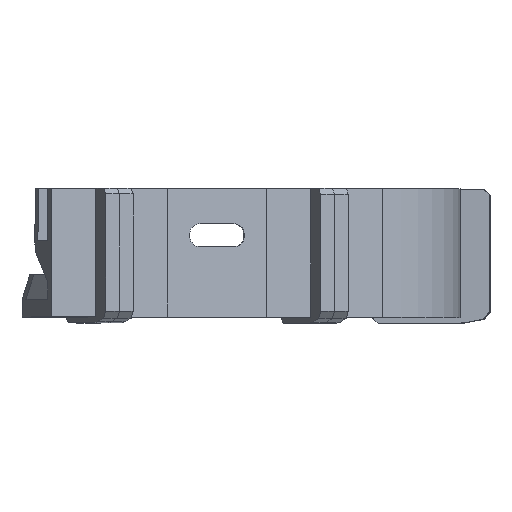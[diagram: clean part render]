
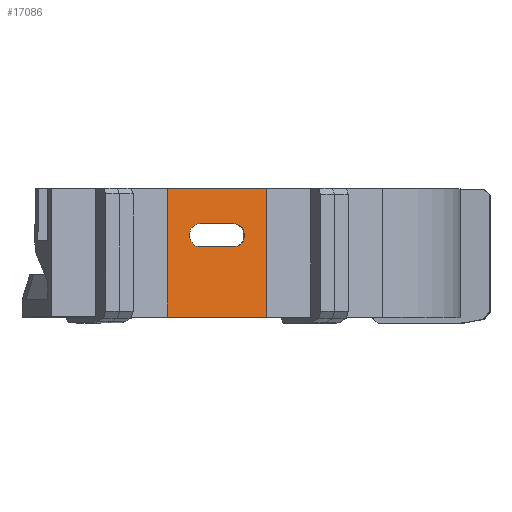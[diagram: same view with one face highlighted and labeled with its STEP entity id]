
A CAD part, left-side view. The second image highlights one B-rep face of the part: STEP entity #17086.
In plain terms, the highlighted face is planar.
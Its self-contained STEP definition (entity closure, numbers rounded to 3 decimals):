
#16810 = VERTEX_POINT('',#16811);
#16811 = CARTESIAN_POINT('',(3.,0.,16.));
#16818 = CYLINDRICAL_SURFACE('',#16819,2.);
#16819 = AXIS2_PLACEMENT_3D('',#16820,#16821,#16822);
#16820 = CARTESIAN_POINT('',(3.,24.,14.));
#16821 = DIRECTION('',(-0.,1.,0.));
#16822 = DIRECTION('',(0.,0.,-1.));
#16830 = PLANE('',#16831);
#16831 = AXIS2_PLACEMENT_3D('',#16832,#16833,#16834);
#16832 = CARTESIAN_POINT('',(3.,24.,16.));
#16833 = DIRECTION('',(0.,0.,-1.));
#16834 = DIRECTION('',(-1.,0.,-0.));
#16872 = VERTEX_POINT('',#16873);
#16873 = CARTESIAN_POINT('',(3.,0.,12.));
#16887 = PLANE('',#16888);
#16888 = AXIS2_PLACEMENT_3D('',#16889,#16890,#16891);
#16889 = CARTESIAN_POINT('',(-3.,24.,12.));
#16890 = DIRECTION('',(0.,0.,1.));
#16891 = DIRECTION('',(1.,0.,0.));
#16899 = EDGE_CURVE('',#16810,#16872,#16900,.T.);
#16900 = SURFACE_CURVE('',#16901,(#16906,#16913),.PCURVE_S1.);
#16901 = CIRCLE('',#16902,2.);
#16902 = AXIS2_PLACEMENT_3D('',#16903,#16904,#16905);
#16903 = CARTESIAN_POINT('',(3.,0.,14.));
#16904 = DIRECTION('',(0.,1.,0.));
#16905 = DIRECTION('',(0.,0.,-1.));
#16906 = PCURVE('',#16818,#16907);
#16907 = DEFINITIONAL_REPRESENTATION('',(#16908),#16912);
#16908 = LINE('',#16909,#16910);
#16909 = CARTESIAN_POINT('',(-6.283,-24.));
#16910 = VECTOR('',#16911,1.);
#16911 = DIRECTION('',(1.,-0.));
#16912 = ( GEOMETRIC_REPRESENTATION_CONTEXT(2) 
PARAMETRIC_REPRESENTATION_CONTEXT() REPRESENTATION_CONTEXT('2D SPACE',''
  ) );
#16913 = PCURVE('',#16914,#16919);
#16914 = PLANE('',#16915);
#16915 = AXIS2_PLACEMENT_3D('',#16916,#16917,#16918);
#16916 = CARTESIAN_POINT('',(0.,0.,0.));
#16917 = DIRECTION('',(0.,1.,-0.));
#16918 = DIRECTION('',(0.,0.,1.));
#16919 = DEFINITIONAL_REPRESENTATION('',(#16920),#16924);
#16920 = CIRCLE('',#16921,2.);
#16921 = AXIS2_PLACEMENT_2D('',#16922,#16923);
#16922 = CARTESIAN_POINT('',(14.,3.));
#16923 = DIRECTION('',(-1.,0.));
#16924 = ( GEOMETRIC_REPRESENTATION_CONTEXT(2) 
PARAMETRIC_REPRESENTATION_CONTEXT() REPRESENTATION_CONTEXT('2D SPACE',''
  ) );
#16932 = VERTEX_POINT('',#16933);
#16933 = CARTESIAN_POINT('',(-3.,0.,16.));
#16947 = CYLINDRICAL_SURFACE('',#16948,2.);
#16948 = AXIS2_PLACEMENT_3D('',#16949,#16950,#16951);
#16949 = CARTESIAN_POINT('',(-3.,24.,14.));
#16950 = DIRECTION('',(-0.,1.,0.));
#16951 = DIRECTION('',(0.,0.,1.));
#16986 = EDGE_CURVE('',#16810,#16932,#16987,.T.);
#16987 = SURFACE_CURVE('',#16988,(#16992,#16998),.PCURVE_S1.);
#16988 = LINE('',#16989,#16990);
#16989 = CARTESIAN_POINT('',(1.5,0.,16.));
#16990 = VECTOR('',#16991,1.);
#16991 = DIRECTION('',(-1.,0.,0.));
#16992 = PCURVE('',#16830,#16993);
#16993 = DEFINITIONAL_REPRESENTATION('',(#16994),#16997);
#16994 = B_SPLINE_CURVE_WITH_KNOTS('',1,(#16995,#16996),.UNSPECIFIED.,
  .F.,.F.,(2,2),(-1.5,4.5),.PIECEWISE_BEZIER_KNOTS.);
#16995 = CARTESIAN_POINT('',(0.,-24.));
#16996 = CARTESIAN_POINT('',(6.,-24.));
#16997 = ( GEOMETRIC_REPRESENTATION_CONTEXT(2) 
PARAMETRIC_REPRESENTATION_CONTEXT() REPRESENTATION_CONTEXT('2D SPACE',''
  ) );
#16998 = PCURVE('',#16914,#16999);
#16999 = DEFINITIONAL_REPRESENTATION('',(#17000),#17003);
#17000 = B_SPLINE_CURVE_WITH_KNOTS('',1,(#17001,#17002),.UNSPECIFIED.,
  .F.,.F.,(2,2),(-1.5,4.5),.PIECEWISE_BEZIER_KNOTS.);
#17001 = CARTESIAN_POINT('',(16.,3.));
#17002 = CARTESIAN_POINT('',(16.,-3.));
#17003 = ( GEOMETRIC_REPRESENTATION_CONTEXT(2) 
PARAMETRIC_REPRESENTATION_CONTEXT() REPRESENTATION_CONTEXT('2D SPACE',''
  ) );
#17086 = ADVANCED_FACE('',(#17087,#17201),#16914,.F.);
#17087 = FACE_BOUND('',#17088,.F.);
#17088 = EDGE_LOOP('',(#17089,#17119,#17147,#17175));
#17089 = ORIENTED_EDGE('',*,*,#17090,.F.);
#17090 = EDGE_CURVE('',#17091,#17093,#17095,.T.);
#17091 = VERTEX_POINT('',#17092);
#17092 = CARTESIAN_POINT('',(-9.,0.,0.));
#17093 = VERTEX_POINT('',#17094);
#17094 = CARTESIAN_POINT('',(9.,0.,0.));
#17095 = SURFACE_CURVE('',#17096,(#17100,#17107),.PCURVE_S1.);
#17096 = LINE('',#17097,#17098);
#17097 = CARTESIAN_POINT('',(-9.,0.,0.));
#17098 = VECTOR('',#17099,1.);
#17099 = DIRECTION('',(1.,0.,0.));
#17100 = PCURVE('',#16914,#17101);
#17101 = DEFINITIONAL_REPRESENTATION('',(#17102),#17106);
#17102 = LINE('',#17103,#17104);
#17103 = CARTESIAN_POINT('',(0.,-9.));
#17104 = VECTOR('',#17105,1.);
#17105 = DIRECTION('',(0.,1.));
#17106 = ( GEOMETRIC_REPRESENTATION_CONTEXT(2) 
PARAMETRIC_REPRESENTATION_CONTEXT() REPRESENTATION_CONTEXT('2D SPACE',''
  ) );
#17107 = PCURVE('',#17108,#17113);
#17108 = PLANE('',#17109);
#17109 = AXIS2_PLACEMENT_3D('',#17110,#17111,#17112);
#17110 = CARTESIAN_POINT('',(0.,15.,0.));
#17111 = DIRECTION('',(0.,0.,1.));
#17112 = DIRECTION('',(0.,-1.,0.));
#17113 = DEFINITIONAL_REPRESENTATION('',(#17114),#17118);
#17114 = LINE('',#17115,#17116);
#17115 = CARTESIAN_POINT('',(15.,-9.));
#17116 = VECTOR('',#17117,1.);
#17117 = DIRECTION('',(0.,1.));
#17118 = ( GEOMETRIC_REPRESENTATION_CONTEXT(2) 
PARAMETRIC_REPRESENTATION_CONTEXT() REPRESENTATION_CONTEXT('2D SPACE',''
  ) );
#17119 = ORIENTED_EDGE('',*,*,#17120,.T.);
#17120 = EDGE_CURVE('',#17091,#17121,#17123,.T.);
#17121 = VERTEX_POINT('',#17122);
#17122 = CARTESIAN_POINT('',(-9.,0.,22.));
#17123 = SURFACE_CURVE('',#17124,(#17128,#17135),.PCURVE_S1.);
#17124 = LINE('',#17125,#17126);
#17125 = CARTESIAN_POINT('',(-9.,0.,0.));
#17126 = VECTOR('',#17127,1.);
#17127 = DIRECTION('',(0.,0.,1.));
#17128 = PCURVE('',#16914,#17129);
#17129 = DEFINITIONAL_REPRESENTATION('',(#17130),#17134);
#17130 = LINE('',#17131,#17132);
#17131 = CARTESIAN_POINT('',(0.,-9.));
#17132 = VECTOR('',#17133,1.);
#17133 = DIRECTION('',(1.,0.));
#17134 = ( GEOMETRIC_REPRESENTATION_CONTEXT(2) 
PARAMETRIC_REPRESENTATION_CONTEXT() REPRESENTATION_CONTEXT('2D SPACE',''
  ) );
#17135 = PCURVE('',#17136,#17141);
#17136 = PLANE('',#17137);
#17137 = AXIS2_PLACEMENT_3D('',#17138,#17139,#17140);
#17138 = CARTESIAN_POINT('',(-9.,4.162,7.662));
#17139 = DIRECTION('',(-1.,0.,0.));
#17140 = DIRECTION('',(0.,0.,1.));
#17141 = DEFINITIONAL_REPRESENTATION('',(#17142),#17146);
#17142 = LINE('',#17143,#17144);
#17143 = CARTESIAN_POINT('',(-7.662,-4.162));
#17144 = VECTOR('',#17145,1.);
#17145 = DIRECTION('',(1.,0.));
#17146 = ( GEOMETRIC_REPRESENTATION_CONTEXT(2) 
PARAMETRIC_REPRESENTATION_CONTEXT() REPRESENTATION_CONTEXT('2D SPACE',''
  ) );
#17147 = ORIENTED_EDGE('',*,*,#17148,.F.);
#17148 = EDGE_CURVE('',#17149,#17121,#17151,.T.);
#17149 = VERTEX_POINT('',#17150);
#17150 = CARTESIAN_POINT('',(9.,0.,22.));
#17151 = SURFACE_CURVE('',#17152,(#17156,#17163),.PCURVE_S1.);
#17152 = LINE('',#17153,#17154);
#17153 = CARTESIAN_POINT('',(9.,0.,22.));
#17154 = VECTOR('',#17155,1.);
#17155 = DIRECTION('',(-1.,0.,0.));
#17156 = PCURVE('',#16914,#17157);
#17157 = DEFINITIONAL_REPRESENTATION('',(#17158),#17162);
#17158 = LINE('',#17159,#17160);
#17159 = CARTESIAN_POINT('',(22.,9.));
#17160 = VECTOR('',#17161,1.);
#17161 = DIRECTION('',(0.,-1.));
#17162 = ( GEOMETRIC_REPRESENTATION_CONTEXT(2) 
PARAMETRIC_REPRESENTATION_CONTEXT() REPRESENTATION_CONTEXT('2D SPACE',''
  ) );
#17163 = PCURVE('',#17164,#17169);
#17164 = PLANE('',#17165);
#17165 = AXIS2_PLACEMENT_3D('',#17166,#17167,#17168);
#17166 = CARTESIAN_POINT('',(0.,0.,22.));
#17167 = DIRECTION('',(0.,0.,-1.));
#17168 = DIRECTION('',(0.,1.,0.));
#17169 = DEFINITIONAL_REPRESENTATION('',(#17170),#17174);
#17170 = LINE('',#17171,#17172);
#17171 = CARTESIAN_POINT('',(0.,9.));
#17172 = VECTOR('',#17173,1.);
#17173 = DIRECTION('',(0.,-1.));
#17174 = ( GEOMETRIC_REPRESENTATION_CONTEXT(2) 
PARAMETRIC_REPRESENTATION_CONTEXT() REPRESENTATION_CONTEXT('2D SPACE',''
  ) );
#17175 = ORIENTED_EDGE('',*,*,#17176,.F.);
#17176 = EDGE_CURVE('',#17093,#17149,#17177,.T.);
#17177 = SURFACE_CURVE('',#17178,(#17182,#17189),.PCURVE_S1.);
#17178 = LINE('',#17179,#17180);
#17179 = CARTESIAN_POINT('',(9.,0.,0.));
#17180 = VECTOR('',#17181,1.);
#17181 = DIRECTION('',(0.,0.,1.));
#17182 = PCURVE('',#16914,#17183);
#17183 = DEFINITIONAL_REPRESENTATION('',(#17184),#17188);
#17184 = LINE('',#17185,#17186);
#17185 = CARTESIAN_POINT('',(0.,9.));
#17186 = VECTOR('',#17187,1.);
#17187 = DIRECTION('',(1.,0.));
#17188 = ( GEOMETRIC_REPRESENTATION_CONTEXT(2) 
PARAMETRIC_REPRESENTATION_CONTEXT() REPRESENTATION_CONTEXT('2D SPACE',''
  ) );
#17189 = PCURVE('',#17190,#17195);
#17190 = PLANE('',#17191);
#17191 = AXIS2_PLACEMENT_3D('',#17192,#17193,#17194);
#17192 = CARTESIAN_POINT('',(9.,4.162,7.662));
#17193 = DIRECTION('',(-1.,0.,0.));
#17194 = DIRECTION('',(0.,0.,1.));
#17195 = DEFINITIONAL_REPRESENTATION('',(#17196),#17200);
#17196 = LINE('',#17197,#17198);
#17197 = CARTESIAN_POINT('',(-7.662,-4.162));
#17198 = VECTOR('',#17199,1.);
#17199 = DIRECTION('',(1.,0.));
#17200 = ( GEOMETRIC_REPRESENTATION_CONTEXT(2) 
PARAMETRIC_REPRESENTATION_CONTEXT() REPRESENTATION_CONTEXT('2D SPACE',''
  ) );
#17201 = FACE_BOUND('',#17202,.F.);
#17202 = EDGE_LOOP('',(#17203,#17204,#17205,#17229));
#17203 = ORIENTED_EDGE('',*,*,#16899,.F.);
#17204 = ORIENTED_EDGE('',*,*,#16986,.T.);
#17205 = ORIENTED_EDGE('',*,*,#17206,.F.);
#17206 = EDGE_CURVE('',#17207,#16932,#17209,.T.);
#17207 = VERTEX_POINT('',#17208);
#17208 = CARTESIAN_POINT('',(-3.,0.,12.));
#17209 = SURFACE_CURVE('',#17210,(#17215,#17222),.PCURVE_S1.);
#17210 = CIRCLE('',#17211,2.);
#17211 = AXIS2_PLACEMENT_3D('',#17212,#17213,#17214);
#17212 = CARTESIAN_POINT('',(-3.,0.,14.));
#17213 = DIRECTION('',(-0.,1.,0.));
#17214 = DIRECTION('',(0.,0.,1.));
#17215 = PCURVE('',#16914,#17216);
#17216 = DEFINITIONAL_REPRESENTATION('',(#17217),#17221);
#17217 = CIRCLE('',#17218,2.);
#17218 = AXIS2_PLACEMENT_2D('',#17219,#17220);
#17219 = CARTESIAN_POINT('',(14.,-3.));
#17220 = DIRECTION('',(1.,0.));
#17221 = ( GEOMETRIC_REPRESENTATION_CONTEXT(2) 
PARAMETRIC_REPRESENTATION_CONTEXT() REPRESENTATION_CONTEXT('2D SPACE',''
  ) );
#17222 = PCURVE('',#16947,#17223);
#17223 = DEFINITIONAL_REPRESENTATION('',(#17224),#17228);
#17224 = LINE('',#17225,#17226);
#17225 = CARTESIAN_POINT('',(-6.283,-24.));
#17226 = VECTOR('',#17227,1.);
#17227 = DIRECTION('',(1.,-0.));
#17228 = ( GEOMETRIC_REPRESENTATION_CONTEXT(2) 
PARAMETRIC_REPRESENTATION_CONTEXT() REPRESENTATION_CONTEXT('2D SPACE',''
  ) );
#17229 = ORIENTED_EDGE('',*,*,#17230,.T.);
#17230 = EDGE_CURVE('',#17207,#16872,#17231,.T.);
#17231 = SURFACE_CURVE('',#17232,(#17236,#17242),.PCURVE_S1.);
#17232 = LINE('',#17233,#17234);
#17233 = CARTESIAN_POINT('',(-1.5,0.,12.));
#17234 = VECTOR('',#17235,1.);
#17235 = DIRECTION('',(1.,-0.,0.));
#17236 = PCURVE('',#16914,#17237);
#17237 = DEFINITIONAL_REPRESENTATION('',(#17238),#17241);
#17238 = B_SPLINE_CURVE_WITH_KNOTS('',1,(#17239,#17240),.UNSPECIFIED.,
  .F.,.F.,(2,2),(-1.5,4.5),.PIECEWISE_BEZIER_KNOTS.);
#17239 = CARTESIAN_POINT('',(12.,-3.));
#17240 = CARTESIAN_POINT('',(12.,3.));
#17241 = ( GEOMETRIC_REPRESENTATION_CONTEXT(2) 
PARAMETRIC_REPRESENTATION_CONTEXT() REPRESENTATION_CONTEXT('2D SPACE',''
  ) );
#17242 = PCURVE('',#16887,#17243);
#17243 = DEFINITIONAL_REPRESENTATION('',(#17244),#17247);
#17244 = B_SPLINE_CURVE_WITH_KNOTS('',1,(#17245,#17246),.UNSPECIFIED.,
  .F.,.F.,(2,2),(-1.5,4.5),.PIECEWISE_BEZIER_KNOTS.);
#17245 = CARTESIAN_POINT('',(0.,-24.));
#17246 = CARTESIAN_POINT('',(6.,-24.));
#17247 = ( GEOMETRIC_REPRESENTATION_CONTEXT(2) 
PARAMETRIC_REPRESENTATION_CONTEXT() REPRESENTATION_CONTEXT('2D SPACE',''
  ) );
